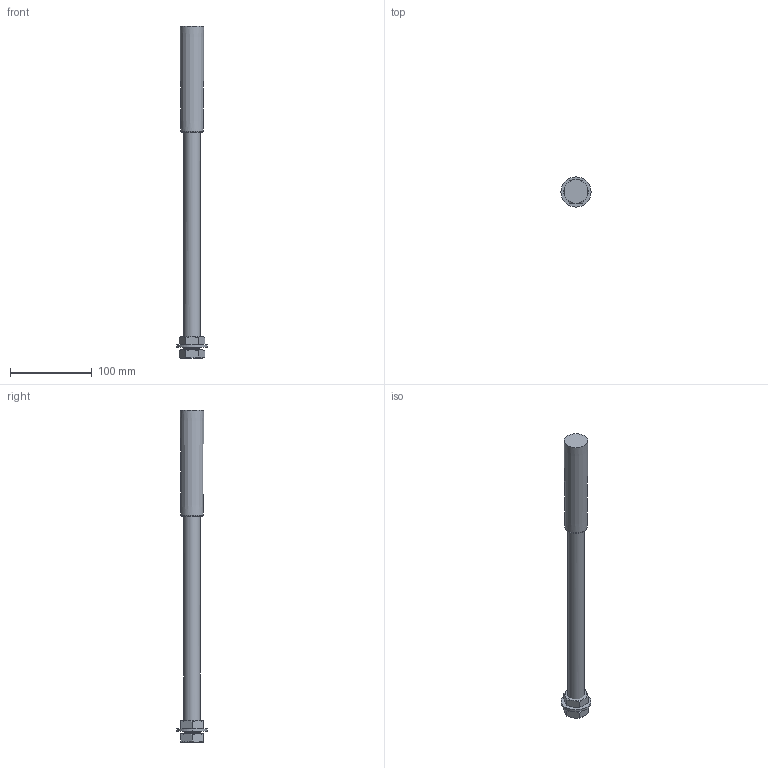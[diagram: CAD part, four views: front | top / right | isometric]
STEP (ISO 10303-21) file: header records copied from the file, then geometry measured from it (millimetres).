
FILE_DESCRIPTION(/* description */ (''),/* implementation_level */ '2;1');
FILE_NAME(/* name */ 'CSW.stp',/* time_stamp */ '2017-02-09T11:55:15+01:00',/* author */ (''),/* organization */ (''),/* preprocessor_version */ 'ST-DEVELOPER v16',/* originating_system */ 'SIEMENS PLM Software NX 10.0',/* authorisation */ '');
FILE_SCHEMA (('AUTOMOTIVE_DESIGN { 1 0 10303 214 3 1 1 1 }'));
Length unit declared in the file: millimetre
Products named in the file (1): m.ne0CC06E9D3jfz
Bounding box: 36.8 x 36.8 x 406 mm (x, y, z)
Volume: 176908.5 mm3; surface area: 37101.3 mm2
Topology: 4 solids, 4 shells, 68 faces, 151 edges, 92 vertices
Faces by surface type: cone 26, plane 22, cylinder 17, bspline 2, torus 1
Full cylindrical faces by diameter (mm): 17.3 x2, 20 x10
Entity records: 3504 total; most frequent: CARTESIAN_POINT 2349, ORIENTED_EDGE 234, DIRECTION 220, EDGE_CURVE 117, AXIS2_PLACEMENT_3D 101, VERTEX_POINT 72, EDGE_LOOP 71, ADVANCED_FACE 59
